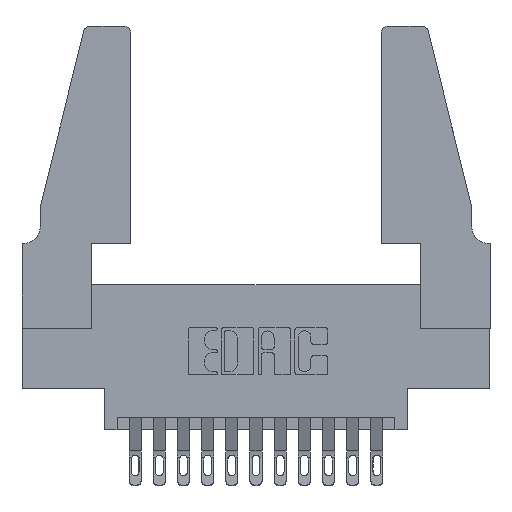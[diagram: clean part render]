
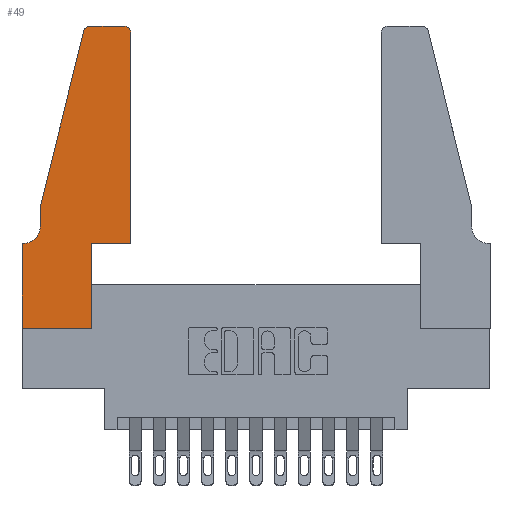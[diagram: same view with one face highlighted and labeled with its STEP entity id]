
A CAD part, top view. The second image highlights one B-rep face of the part: STEP entity #49.
In plain terms, the highlighted planar face has unit normal (0, 0, 1).
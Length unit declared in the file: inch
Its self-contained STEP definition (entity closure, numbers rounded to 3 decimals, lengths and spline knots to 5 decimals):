
#25 = VECTOR ( 'NONE', #146, 39.37008 ) ;
#49 = ADVANCED_FACE ( 'NONE', ( #10549 ), #13184, .T. ) ;
#146 = DIRECTION ( 'NONE',  ( 0., -1., 0. ) ) ;
#244 = AXIS2_PLACEMENT_3D ( 'NONE', #10627, #11774, #971 ) ;
#788 = DIRECTION ( 'NONE',  ( 1., 0., 0. ) ) ;
#812 = CARTESIAN_POINT ( 'NONE',  ( 0.4505, 0.35, 0.37 ) ) ;
#832 = ORIENTED_EDGE ( 'NONE', *, *, #14652, .T. ) ;
#971 = DIRECTION ( 'NONE',  ( 1., 0., 0. ) ) ;
#1063 = DIRECTION ( 'NONE',  ( 0., 1., 0. ) ) ;
#1158 = DIRECTION ( 'NONE',  ( -1., 0., 0. ) ) ;
#1369 = DIRECTION ( 'NONE',  ( 0., 1., 0. ) ) ;
#1790 = ORIENTED_EDGE ( 'NONE', *, *, #8341, .T. ) ;
#1821 = EDGE_CURVE ( 'NONE', #7444, #13950, #4525, .T. ) ;
#2059 = CARTESIAN_POINT ( 'NONE',  ( 0.4505, 0.35, 0.37 ) ) ;
#2128 = CIRCLE ( 'NONE', #7063, 0.03 ) ;
#2162 = LINE ( 'NONE', #13427, #14457 ) ;
#2173 = VECTOR ( 'NONE', #3194, 39.37008 ) ;
#2382 = EDGE_CURVE ( 'NONE', #8832, #8659, #9051, .T. ) ;
#2454 = CARTESIAN_POINT ( 'NONE',  ( 0., 0.35, 0.37 ) ) ;
#2476 = CARTESIAN_POINT ( 'NONE',  ( 0.2865, 0.35, 0.37 ) ) ;
#2641 = CARTESIAN_POINT ( 'NONE',  ( 0.4505, 0.35, 0.37 ) ) ;
#2731 = CARTESIAN_POINT ( 'NONE',  ( 0.0755, 0.5, 0.37 ) ) ;
#2958 = VECTOR ( 'NONE', #1369, 39.37008 ) ;
#3166 = EDGE_CURVE ( 'NONE', #8659, #14461, #2162, .T. ) ;
#3194 = DIRECTION ( 'NONE',  ( -1., 0., 0. ) ) ;
#3230 = LINE ( 'NONE', #11951, #25 ) ;
#3283 = ORIENTED_EDGE ( 'NONE', *, *, #3166, .T. ) ;
#3381 = ORIENTED_EDGE ( 'NONE', *, *, #9396, .T. ) ;
#3553 = ORIENTED_EDGE ( 'NONE', *, *, #7840, .T. ) ;
#3613 = VECTOR ( 'NONE', #12580, 39.37008 ) ;
#3789 = ORIENTED_EDGE ( 'NONE', *, *, #2382, .T. ) ;
#3914 = LINE ( 'NONE', #2641, #2958 ) ;
#3922 = DIRECTION ( 'NONE',  ( 0., -1., 0. ) ) ;
#4067 = EDGE_CURVE ( 'NONE', #14461, #9001, #2128, .T. ) ;
#4135 = VECTOR ( 'NONE', #1063, 39.37008 ) ;
#4146 = ORIENTED_EDGE ( 'NONE', *, *, #10844, .T. ) ;
#4164 = VECTOR ( 'NONE', #788, 39.37008 ) ;
#4237 = CARTESIAN_POINT ( 'NONE',  ( 0.0755, 0.42, 0.37 ) ) ;
#4380 = CARTESIAN_POINT ( 'NONE',  ( 0.0755, 0.35, 0.37 ) ) ;
#4525 = LINE ( 'NONE', #2059, #4164 ) ;
#4762 = CARTESIAN_POINT ( 'NONE',  ( 0.0055, 0.42, 0.37 ) ) ;
#4775 = CARTESIAN_POINT ( 'NONE',  ( 0.284, 1.22, 0.37 ) ) ;
#4786 = EDGE_CURVE ( 'NONE', #10342, #7175, #3230, .T. ) ;
#4838 = DIRECTION ( 'NONE',  ( 0., 0., 1. ) ) ;
#4842 = VERTEX_POINT ( 'NONE', #6095 ) ;
#5006 = CARTESIAN_POINT ( 'NONE',  ( 0.2865, 0., 0.37 ) ) ;
#5709 = LINE ( 'NONE', #6775, #12625 ) ;
#6095 = CARTESIAN_POINT ( 'NONE',  ( 0.0055, 0.35, 0.37 ) ) ;
#6172 = DIRECTION ( 'NONE',  ( -1., 0., 0. ) ) ;
#6752 = CARTESIAN_POINT ( 'NONE',  ( 0., 0., 0.37 ) ) ;
#6775 = CARTESIAN_POINT ( 'NONE',  ( 0.0755, 0.5, 0.37 ) ) ;
#6833 = ORIENTED_EDGE ( 'NONE', *, *, #4786, .T. ) ;
#6978 = CIRCLE ( 'NONE', #10847, 0.07 ) ;
#7007 = DIRECTION ( 'NONE',  ( 1., 0., 0. ) ) ;
#7063 = AXIS2_PLACEMENT_3D ( 'NONE', #4775, #10824, #7007 ) ;
#7124 = ORIENTED_EDGE ( 'NONE', *, *, #8515, .T. ) ;
#7175 = VERTEX_POINT ( 'NONE', #6752 ) ;
#7262 = CARTESIAN_POINT ( 'NONE',  ( 0., 0.35, 0.37 ) ) ;
#7444 = VERTEX_POINT ( 'NONE', #15369 ) ;
#7617 = CARTESIAN_POINT ( 'NONE',  ( 0.4205, 1.25, 0.37 ) ) ;
#7618 = VERTEX_POINT ( 'NONE', #4237 ) ;
#7757 = ORIENTED_EDGE ( 'NONE', *, *, #1821, .T. ) ;
#7840 = EDGE_CURVE ( 'NONE', #9001, #14249, #5709, .T. ) ;
#7866 = DIRECTION ( 'NONE',  ( -0.239, -0.971, 0. ) ) ;
#8218 = ORIENTED_EDGE ( 'NONE', *, *, #13318, .T. ) ;
#8326 = EDGE_LOOP ( 'NONE', ( #3283, #14917, #3553, #8218, #832, #1790, #6833, #3381, #4146, #7757, #7124, #3789 ) ) ;
#8341 = EDGE_CURVE ( 'NONE', #4842, #10342, #8490, .T. ) ;
#8490 = LINE ( 'NONE', #4380, #2173 ) ;
#8515 = EDGE_CURVE ( 'NONE', #13950, #8832, #3914, .T. ) ;
#8520 = DIRECTION ( 'NONE',  ( 1., 0., 0. ) ) ;
#8659 = VERTEX_POINT ( 'NONE', #7617 ) ;
#8832 = VERTEX_POINT ( 'NONE', #10582 ) ;
#9001 = VERTEX_POINT ( 'NONE', #9773 ) ;
#9051 = CIRCLE ( 'NONE', #244, 0.03 ) ;
#9396 = EDGE_CURVE ( 'NONE', #7175, #14842, #11453, .T. ) ;
#9773 = CARTESIAN_POINT ( 'NONE',  ( 0.25487, 1.22718, 0.37 ) ) ;
#10325 = CARTESIAN_POINT ( 'NONE',  ( 0., 0., 0.37 ) ) ;
#10342 = VERTEX_POINT ( 'NONE', #7262 ) ;
#10385 = VECTOR ( 'NONE', #3922, 39.37008 ) ;
#10549 = FACE_OUTER_BOUND ( 'NONE', #8326, .T. ) ;
#10582 = CARTESIAN_POINT ( 'NONE',  ( 0.4505, 1.22, 0.37 ) ) ;
#10627 = CARTESIAN_POINT ( 'NONE',  ( 0.4205, 1.22, 0.37 ) ) ;
#10824 = DIRECTION ( 'NONE',  ( 0., 0., 1. ) ) ;
#10844 = EDGE_CURVE ( 'NONE', #14842, #7444, #12523, .T. ) ;
#10847 = AXIS2_PLACEMENT_3D ( 'NONE', #4762, #11756, #1158 ) ;
#11453 = LINE ( 'NONE', #10325, #3613 ) ;
#11756 = DIRECTION ( 'NONE',  ( 0., 0., -1. ) ) ;
#11774 = DIRECTION ( 'NONE',  ( 0., 0., 1. ) ) ;
#11951 = CARTESIAN_POINT ( 'NONE',  ( 0., 0., 0.37 ) ) ;
#12523 = LINE ( 'NONE', #2476, #4135 ) ;
#12580 = DIRECTION ( 'NONE',  ( 1., 0., 0. ) ) ;
#12625 = VECTOR ( 'NONE', #7866, 39.37008 ) ;
#12629 = AXIS2_PLACEMENT_3D ( 'NONE', #2454, #4838, #8520 ) ;
#13184 = PLANE ( 'NONE',  #12629 ) ;
#13318 = EDGE_CURVE ( 'NONE', #14249, #7618, #14671, .T. ) ;
#13427 = CARTESIAN_POINT ( 'NONE',  ( 0.2605, 1.25, 0.37 ) ) ;
#13669 = CARTESIAN_POINT ( 'NONE',  ( 0.284, 1.25, 0.37 ) ) ;
#13950 = VERTEX_POINT ( 'NONE', #812 ) ;
#14249 = VERTEX_POINT ( 'NONE', #14364 ) ;
#14364 = CARTESIAN_POINT ( 'NONE',  ( 0.0755, 0.5, 0.37 ) ) ;
#14457 = VECTOR ( 'NONE', #6172, 39.37008 ) ;
#14461 = VERTEX_POINT ( 'NONE', #13669 ) ;
#14652 = EDGE_CURVE ( 'NONE', #7618, #4842, #6978, .T. ) ;
#14671 = LINE ( 'NONE', #2731, #10385 ) ;
#14842 = VERTEX_POINT ( 'NONE', #5006 ) ;
#14917 = ORIENTED_EDGE ( 'NONE', *, *, #4067, .T. ) ;
#15369 = CARTESIAN_POINT ( 'NONE',  ( 0.2865, 0.35, 0.37 ) ) ;
